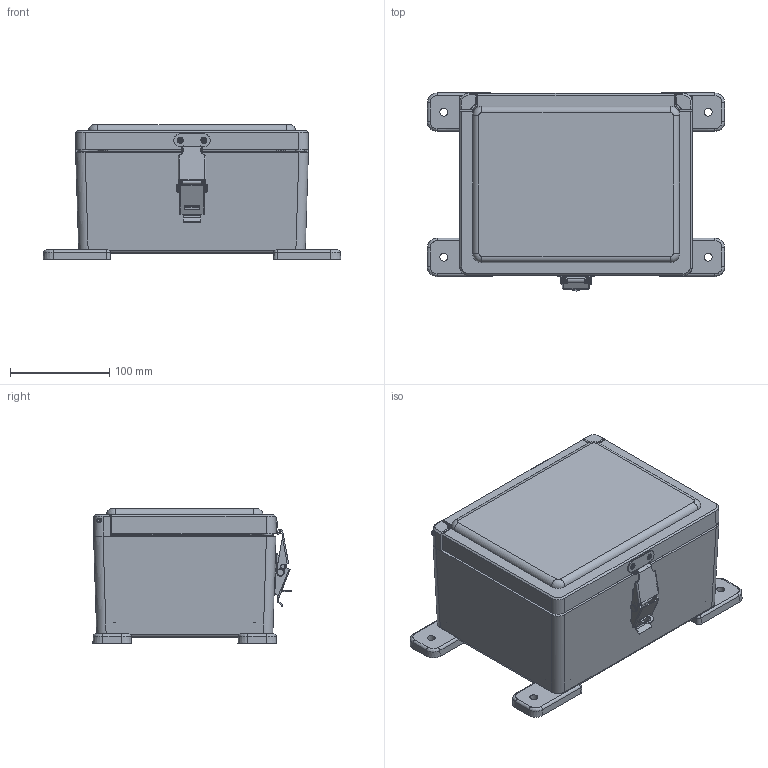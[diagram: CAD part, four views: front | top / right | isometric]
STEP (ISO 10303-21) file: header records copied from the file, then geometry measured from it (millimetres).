
FILE_DESCRIPTION (( 'STEP AP214' ), '1' );
FILE_NAME ('CE907HPL.STEP', '2018-11-08T21:21:12', ( '' ), ( '' ), 'SwSTEP 2.0', 'SolidWorks 2018', '' );
FILE_SCHEMA (( 'AUTOMOTIVE_DESIGN' ));
Length unit declared in the file: inch
Products named in the file (1): CE907HPL
Bounding box: 299.28 x 199.38 x 135.73 mm (x, y, z)
Volume: 1015315.5 mm3; surface area: 462846.6 mm2
Topology: 36 solids, 38 shells, 1587 faces, 3841 edges, 2375 vertices
Faces by surface type: plane 689, cylinder 497, bspline 222, cone 171, torus 8
Full cylindrical faces by diameter (mm): 1.905 x2, 2.438 x2, 2.64 x2, 2.896 x2, 3.048 x1, 3.175 x6, 3.226 x2, 3.3 x2, 3.302 x2, 3.429 x9, 3.556 x4, 3.969 x4, 4.039 x6, 4.306 x2, 4.623 x4, 4.7 x1, 4.763 x4, 5.08 x4, 5.556 x2, 5.808 x4, 5.84 x2, 6.858 x6, 7.1 x2, 7.144 x6, 7.6 x1, 7.62 x2, 7.937 x2, 7.938 x2, 7.95 x4, 8.255 x2
Entity records: 74945 total; most frequent: CARTESIAN_POINT 18585, ORIENTED_EDGE 7296, DIRECTION 7035, EDGE_CURVE 3648, AXIS2_PLACEMENT_3D 2558, VERTEX_POINT 2332, LINE 1919, VECTOR 1919
